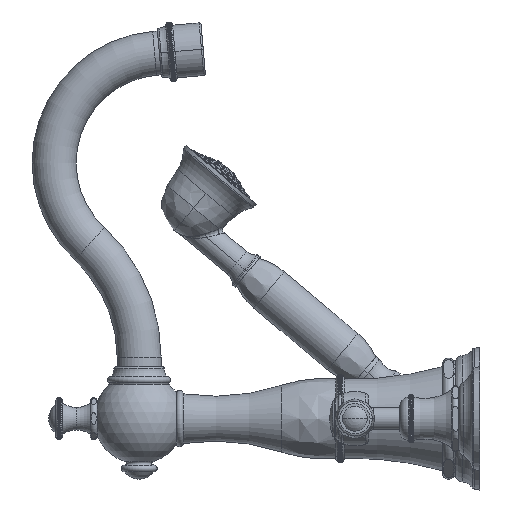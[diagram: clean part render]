
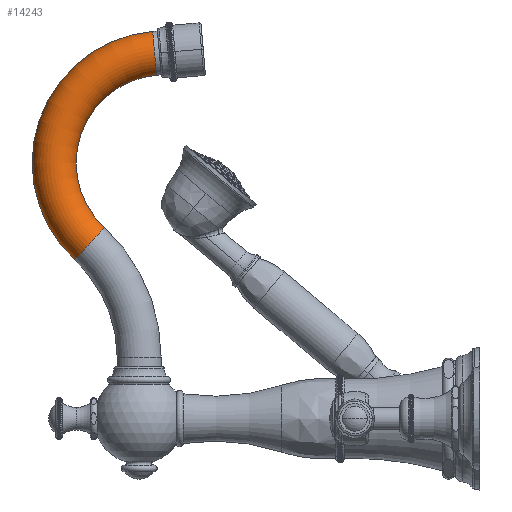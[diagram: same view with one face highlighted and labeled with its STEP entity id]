
A CAD part, left-side view. The second image highlights one B-rep face of the part: STEP entity #14243.
In plain terms, the highlighted toroidal (fillet/blend) face has major radius 63.5 mm and minor radius 12.7 mm.
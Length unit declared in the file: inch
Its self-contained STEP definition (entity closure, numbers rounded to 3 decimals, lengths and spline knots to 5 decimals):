
#2801=CARTESIAN_POINT('',(0.,8.86683,3.97264));
#2802=DIRECTION('',(0.,0.735,0.678));
#2803=DIRECTION('',(0.,0.678,-0.735));
#2804=AXIS2_PLACEMENT_3D('',#2801,#2802,#2803);
#2806=CARTESIAN_POINT('',(0.,7.171,5.80953));
#2807=DIRECTION('',(1.,0.,0.));
#2808=DIRECTION('',(0.,0.678,-0.735));
#2809=AXIS2_PLACEMENT_3D('',#2806,#2807,#2808);
#2816=CARTESIAN_POINT('',(0.,7.171,5.80953));
#2817=DIRECTION('',(1.,0.,0.));
#2818=DIRECTION('',(0.,0.678,-0.735));
#2819=AXIS2_PLACEMENT_3D('',#2816,#2817,#2818);
#6607=CARTESIAN_POINT('',(0.,7.38889,8.30001));
#6608=DIRECTION('',(0.,-0.996,0.087));
#6609=DIRECTION('',(0.,0.087,0.996));
#6610=AXIS2_PLACEMENT_3D('',#6607,#6608,#6609);
#13146=CARTESIAN_POINT('',(0.,9.206,3.60526));
#13147=CARTESIAN_POINT('',(0.,8.52767,4.34002));
#13148=VERTEX_POINT('',#13146);
#13149=VERTEX_POINT('',#13147);
#13150=CARTESIAN_POINT('',(0.,7.43247,8.79811));
#13151=CARTESIAN_POINT('',(0.,7.34531,7.80192));
#13152=VERTEX_POINT('',#13150);
#13153=VERTEX_POINT('',#13151);
#14229=CARTESIAN_POINT('',(0.,7.171,5.80953));
#14230=DIRECTION('',(1.,0.,0.));
#14231=DIRECTION('',(0.,-0.678,0.735));
#14232=AXIS2_PLACEMENT_3D('',#14229,#14230,#14231);
#14233=TOROIDAL_SURFACE('',#14232,2.5,0.5);
#14234=ORIENTED_EDGE('',*,*,#14223,.F.);
#14236=ORIENTED_EDGE('',*,*,#14235,.T.);
#14238=ORIENTED_EDGE('',*,*,#14237,.T.);
#14240=ORIENTED_EDGE('',*,*,#14239,.F.);
#14241=EDGE_LOOP('',(#14234,#14236,#14238,#14240));
#14242=FACE_OUTER_BOUND('',#14241,.F.);
#14243=ADVANCED_FACE('',(#14242),#14233,.T.);
#2805=CIRCLE('',#2804,0.5);
#2810=CIRCLE('',#2809,3.);
#2820=CIRCLE('',#2819,2.);
#6611=CIRCLE('',#6610,0.5);
#14223=EDGE_CURVE('',#13148,#13149,#2805,.T.);
#14235=EDGE_CURVE('',#13148,#13152,#2810,.T.);
#14237=EDGE_CURVE('',#13152,#13153,#6611,.T.);
#14239=EDGE_CURVE('',#13149,#13153,#2820,.T.);
